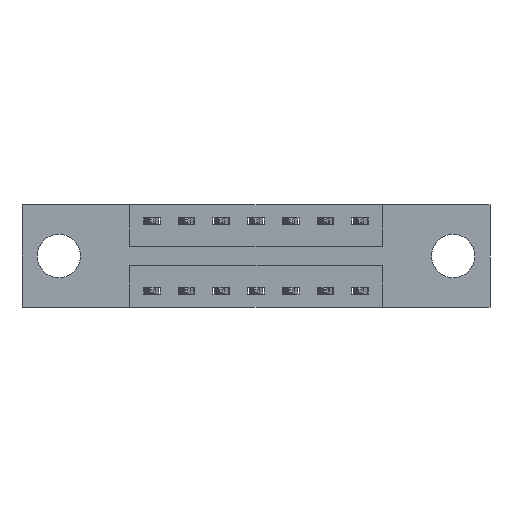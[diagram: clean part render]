
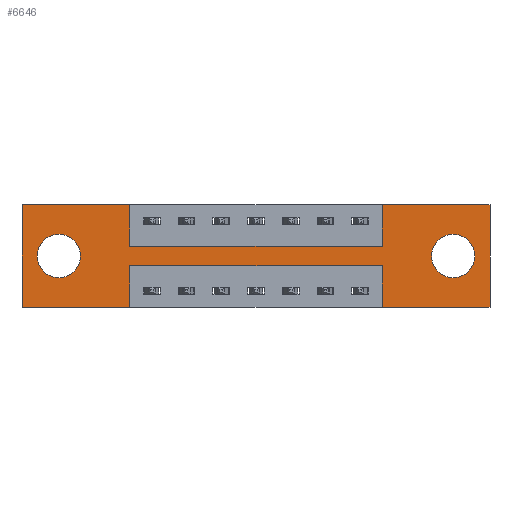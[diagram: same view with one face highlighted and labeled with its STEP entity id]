
A CAD part, front view. The second image highlights one B-rep face of the part: STEP entity #6646.
In plain terms, the highlighted planar face has unit normal (0, -1, 0).
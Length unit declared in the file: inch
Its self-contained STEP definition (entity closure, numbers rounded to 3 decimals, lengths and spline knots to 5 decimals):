
#8 = CARTESIAN_POINT ( 'NONE',  ( 0., 0., 0. ) ) ;
#220 = VERTEX_POINT ( 'NONE', #4942 ) ;
#276 = DIRECTION ( 'NONE',  ( 0., 0., -1. ) ) ;
#296 = LINE ( 'NONE', #1529, #7720 ) ;
#309 = DIRECTION ( 'NONE',  ( 0., 0., 1. ) ) ;
#310 = VERTEX_POINT ( 'NONE', #7525 ) ;
#389 = EDGE_CURVE ( 'NONE', #310, #6510, #4805, .T. ) ;
#416 = VECTOR ( 'NONE', #5390, 39.37008 ) ;
#474 = DIRECTION ( 'NONE',  ( 0., 1., 0. ) ) ;
#524 = EDGE_CURVE ( 'NONE', #3818, #4156, #6136, .T. ) ;
#530 = CARTESIAN_POINT ( 'NONE',  ( 0., 0., -0.37 ) ) ;
#580 = CARTESIAN_POINT ( 'NONE',  ( 0., 0., -0.37 ) ) ;
#701 = LINE ( 'NONE', #8, #6116 ) ;
#706 = CARTESIAN_POINT ( 'NONE',  ( 0.3875, 0., -0.15 ) ) ;
#768 = EDGE_CURVE ( 'NONE', #7967, #2092, #2855, .T. ) ;
#789 = CARTESIAN_POINT ( 'NONE',  ( 0., 0., 0. ) ) ;
#839 = DIRECTION ( 'NONE',  ( 1., 0., 0. ) ) ;
#919 = EDGE_CURVE ( 'NONE', #5377, #6301, #1068, .T. ) ;
#964 = DIRECTION ( 'NONE',  ( 1., 0., 0. ) ) ;
#971 = VECTOR ( 'NONE', #5437, 39.37008 ) ;
#1019 = VECTOR ( 'NONE', #7413, 39.37008 ) ;
#1056 = CARTESIAN_POINT ( 'NONE',  ( 1.5525, 0., -0.185 ) ) ;
#1068 = CIRCLE ( 'NONE', #5089, 0.078 ) ;
#1126 = EDGE_CURVE ( 'NONE', #6399, #220, #701, .T. ) ;
#1154 = VECTOR ( 'NONE', #8557, 39.37008 ) ;
#1297 = CARTESIAN_POINT ( 'NONE',  ( 0.3875, 0., -0.22 ) ) ;
#1512 = DIRECTION ( 'NONE',  ( 0., 0., -1. ) ) ;
#1529 = CARTESIAN_POINT ( 'NONE',  ( 1.2975, 0., 0. ) ) ;
#1625 = EDGE_CURVE ( 'NONE', #220, #4224, #4002, .T. ) ;
#1655 = DIRECTION ( 'NONE',  ( 0., 1., 0. ) ) ;
#1704 = CARTESIAN_POINT ( 'NONE',  ( 0.1325, 0., -0.185 ) ) ;
#1815 = DIRECTION ( 'NONE',  ( 0., 0., -1. ) ) ;
#1924 = LINE ( 'NONE', #3349, #5364 ) ;
#1958 = FACE_BOUND ( 'NONE', #8666, .T. ) ;
#1988 = VECTOR ( 'NONE', #1512, 39.37008 ) ;
#2092 = VERTEX_POINT ( 'NONE', #3189 ) ;
#2124 = CARTESIAN_POINT ( 'NONE',  ( 0.1325, 0., -0.185 ) ) ;
#2174 = FACE_BOUND ( 'NONE', #3567, .T. ) ;
#2400 = DIRECTION ( 'NONE',  ( 0., 0., 1. ) ) ;
#2486 = CARTESIAN_POINT ( 'NONE',  ( 1.5525, 0., -0.263 ) ) ;
#2515 = EDGE_CURVE ( 'NONE', #6510, #6399, #296, .T. ) ;
#2653 = VECTOR ( 'NONE', #8074, 39.37008 ) ;
#2694 = CARTESIAN_POINT ( 'NONE',  ( 0., 0., 0. ) ) ;
#2742 = DIRECTION ( 'NONE',  ( -1., 0., 0. ) ) ;
#2783 = CARTESIAN_POINT ( 'NONE',  ( 1.2975, 0., -0.22 ) ) ;
#2801 = EDGE_CURVE ( 'NONE', #2092, #7967, #3037, .T. ) ;
#2816 = CARTESIAN_POINT ( 'NONE',  ( 1.685, 0., 0. ) ) ;
#2855 = CIRCLE ( 'NONE', #4133, 0.078 ) ;
#2877 = LINE ( 'NONE', #2694, #971 ) ;
#2976 = VECTOR ( 'NONE', #964, 39.37008 ) ;
#3032 = LINE ( 'NONE', #4957, #1154 ) ;
#3037 = CIRCLE ( 'NONE', #7651, 0.078 ) ;
#3127 = LINE ( 'NONE', #4492, #1019 ) ;
#3189 = CARTESIAN_POINT ( 'NONE',  ( 1.5525, 0., -0.107 ) ) ;
#3275 = EDGE_CURVE ( 'NONE', #6618, #3581, #3032, .T. ) ;
#3349 = CARTESIAN_POINT ( 'NONE',  ( 0., 0., -0.37 ) ) ;
#3567 = EDGE_LOOP ( 'NONE', ( #4698, #4700 ) ) ;
#3581 = VERTEX_POINT ( 'NONE', #5856 ) ;
#3627 = EDGE_LOOP ( 'NONE', ( #4745, #4762, #4782, #4790, #4800, #4812, #4825, #4826, #4837, #4844, #4970, #5043 ) ) ;
#3657 = EDGE_CURVE ( 'NONE', #4222, #310, #3127, .T. ) ;
#3781 = CARTESIAN_POINT ( 'NONE',  ( 1.5525, 0., -0.185 ) ) ;
#3818 = VERTEX_POINT ( 'NONE', #6016 ) ;
#3894 = CARTESIAN_POINT ( 'NONE',  ( 1.2975, 0., -0.15 ) ) ;
#4002 = LINE ( 'NONE', #2816, #1988 ) ;
#4012 = DIRECTION ( 'NONE',  ( -1., 0., 0. ) ) ;
#4074 = VECTOR ( 'NONE', #5152, 39.37008 ) ;
#4123 = CARTESIAN_POINT ( 'NONE',  ( 0.1325, 0., -0.263 ) ) ;
#4133 = AXIS2_PLACEMENT_3D ( 'NONE', #3781, #474, #276 ) ;
#4156 = VERTEX_POINT ( 'NONE', #2783 ) ;
#4222 = VERTEX_POINT ( 'NONE', #8520 ) ;
#4224 = VERTEX_POINT ( 'NONE', #5624 ) ;
#4492 = CARTESIAN_POINT ( 'NONE',  ( 0.3875, 0., 0. ) ) ;
#4550 = EDGE_CURVE ( 'NONE', #7252, #4222, #6190, .T. ) ;
#4676 = ORIENTED_EDGE ( 'NONE', *, *, #2801, .T. ) ;
#4690 = ORIENTED_EDGE ( 'NONE', *, *, #768, .T. ) ;
#4698 = ORIENTED_EDGE ( 'NONE', *, *, #7907, .T. ) ;
#4700 = ORIENTED_EDGE ( 'NONE', *, *, #919, .T. ) ;
#4707 = LINE ( 'NONE', #580, #6396 ) ;
#4745 = ORIENTED_EDGE ( 'NONE', *, *, #3275, .F. ) ;
#4762 = ORIENTED_EDGE ( 'NONE', *, *, #6603, .F. ) ;
#4782 = ORIENTED_EDGE ( 'NONE', *, *, #524, .F. ) ;
#4790 = ORIENTED_EDGE ( 'NONE', *, *, #9133, .F. ) ;
#4800 = ORIENTED_EDGE ( 'NONE', *, *, #1625, .F. ) ;
#4805 = LINE ( 'NONE', #706, #2976 ) ;
#4810 = DIRECTION ( 'NONE',  ( 0., 0., -1. ) ) ;
#4812 = ORIENTED_EDGE ( 'NONE', *, *, #1126, .F. ) ;
#4825 = ORIENTED_EDGE ( 'NONE', *, *, #2515, .F. ) ;
#4826 = ORIENTED_EDGE ( 'NONE', *, *, #389, .F. ) ;
#4837 = ORIENTED_EDGE ( 'NONE', *, *, #3657, .F. ) ;
#4844 = ORIENTED_EDGE ( 'NONE', *, *, #4550, .F. ) ;
#4942 = CARTESIAN_POINT ( 'NONE',  ( 1.685, 0., 0. ) ) ;
#4957 = CARTESIAN_POINT ( 'NONE',  ( 0.3875, 0., -0.37 ) ) ;
#4970 = ORIENTED_EDGE ( 'NONE', *, *, #8146, .F. ) ;
#5043 = ORIENTED_EDGE ( 'NONE', *, *, #8956, .F. ) ;
#5089 = AXIS2_PLACEMENT_3D ( 'NONE', #2124, #1655, #309 ) ;
#5152 = DIRECTION ( 'NONE',  ( 1., 0., 0. ) ) ;
#5242 = VERTEX_POINT ( 'NONE', #530 ) ;
#5336 = AXIS2_PLACEMENT_3D ( 'NONE', #8410, #6218, #4810 ) ;
#5364 = VECTOR ( 'NONE', #4012, 39.37008 ) ;
#5377 = VERTEX_POINT ( 'NONE', #4123 ) ;
#5390 = DIRECTION ( 'NONE',  ( -1., 0., 0. ) ) ;
#5437 = DIRECTION ( 'NONE',  ( 0., 0., 1. ) ) ;
#5624 = CARTESIAN_POINT ( 'NONE',  ( 1.685, 0., -0.37 ) ) ;
#5856 = CARTESIAN_POINT ( 'NONE',  ( 0.3875, 0., -0.37 ) ) ;
#5963 = DIRECTION ( 'NONE',  ( 0., 1., 0. ) ) ;
#6016 = CARTESIAN_POINT ( 'NONE',  ( 1.2975, 0., -0.37 ) ) ;
#6084 = LINE ( 'NONE', #9006, #416 ) ;
#6116 = VECTOR ( 'NONE', #839, 39.37008 ) ;
#6136 = LINE ( 'NONE', #6467, #2653 ) ;
#6190 = LINE ( 'NONE', #8724, #4074 ) ;
#6218 = DIRECTION ( 'NONE',  ( 0., -1., 0. ) ) ;
#6301 = VERTEX_POINT ( 'NONE', #8679 ) ;
#6396 = VECTOR ( 'NONE', #2742, 39.37008 ) ;
#6399 = VERTEX_POINT ( 'NONE', #7421 ) ;
#6467 = CARTESIAN_POINT ( 'NONE',  ( 1.2975, 0., -0.37 ) ) ;
#6510 = VERTEX_POINT ( 'NONE', #3894 ) ;
#6598 = DIRECTION ( 'NONE',  ( 0., 1., 0. ) ) ;
#6603 = EDGE_CURVE ( 'NONE', #4156, #6618, #6084, .T. ) ;
#6618 = VERTEX_POINT ( 'NONE', #1297 ) ;
#6646 = ADVANCED_FACE ( 'NONE', ( #1958, #2174, #7355 ), #9091, .T. ) ;
#6981 = CIRCLE ( 'NONE', #7002, 0.078 ) ;
#7002 = AXIS2_PLACEMENT_3D ( 'NONE', #1704, #6598, #2400 ) ;
#7252 = VERTEX_POINT ( 'NONE', #789 ) ;
#7254 = DIRECTION ( 'NONE',  ( 0., 0., 1. ) ) ;
#7355 = FACE_OUTER_BOUND ( 'NONE', #3627, .T. ) ;
#7413 = DIRECTION ( 'NONE',  ( 0., 0., -1. ) ) ;
#7421 = CARTESIAN_POINT ( 'NONE',  ( 1.2975, 0., 0. ) ) ;
#7525 = CARTESIAN_POINT ( 'NONE',  ( 0.3875, 0., -0.15 ) ) ;
#7651 = AXIS2_PLACEMENT_3D ( 'NONE', #1056, #5963, #1815 ) ;
#7720 = VECTOR ( 'NONE', #7254, 39.37008 ) ;
#7907 = EDGE_CURVE ( 'NONE', #6301, #5377, #6981, .T. ) ;
#7967 = VERTEX_POINT ( 'NONE', #2486 ) ;
#8074 = DIRECTION ( 'NONE',  ( 0., 0., 1. ) ) ;
#8146 = EDGE_CURVE ( 'NONE', #5242, #7252, #2877, .T. ) ;
#8410 = CARTESIAN_POINT ( 'NONE',  ( 0., 0., -0.37 ) ) ;
#8520 = CARTESIAN_POINT ( 'NONE',  ( 0.3875, 0., 0. ) ) ;
#8557 = DIRECTION ( 'NONE',  ( 0., 0., -1. ) ) ;
#8666 = EDGE_LOOP ( 'NONE', ( #4676, #4690 ) ) ;
#8679 = CARTESIAN_POINT ( 'NONE',  ( 0.1325, 0., -0.107 ) ) ;
#8724 = CARTESIAN_POINT ( 'NONE',  ( 0., 0., 0. ) ) ;
#8956 = EDGE_CURVE ( 'NONE', #3581, #5242, #1924, .T. ) ;
#9006 = CARTESIAN_POINT ( 'NONE',  ( 0.3875, 0., -0.22 ) ) ;
#9091 = PLANE ( 'NONE',  #5336 ) ;
#9133 = EDGE_CURVE ( 'NONE', #4224, #3818, #4707, .T. ) ;
